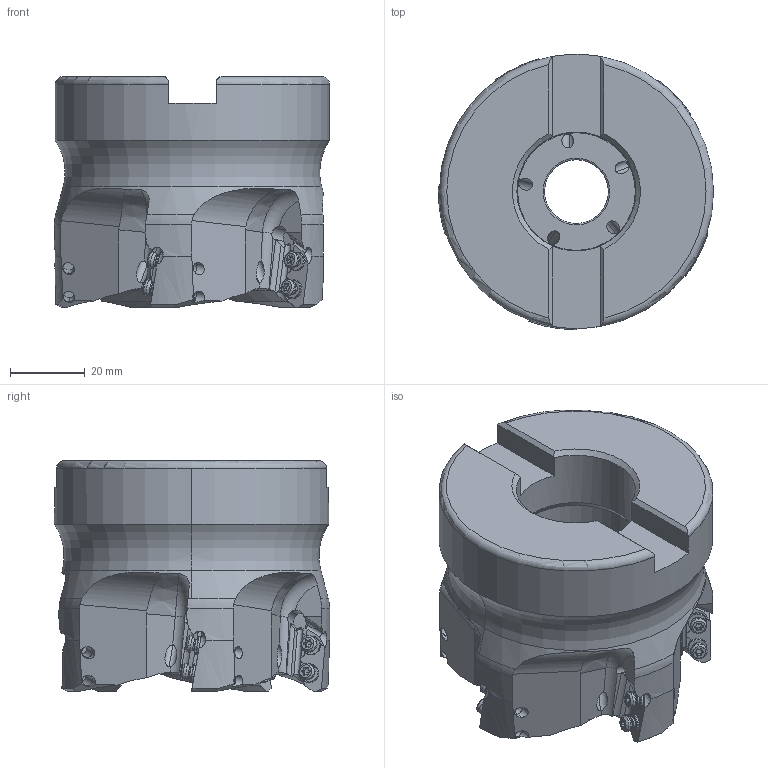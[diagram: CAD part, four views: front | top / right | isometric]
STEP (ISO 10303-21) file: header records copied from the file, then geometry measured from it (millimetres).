
FILE_DESCRIPTION(/* description */ (''),/* implementation_level */ '2;1');
FILE_NAME(/* name */ 'AXD4000UR0305DA.stp',/* time_stamp */ '2019-03-25T17:15:33+09:00',/* author */ (''),/* organization */ (''),/* preprocessor_version */ 'ST-DEVELOPER v16',/* originating_system */ 'SIEMENS PLM Software NX 10.0',/* authorisation */ '');
FILE_SCHEMA (('AUTOMOTIVE_DESIGN { 1 0 10303 214 3 1 1 1 }'));
Length unit declared in the file: millimetre
Products named in the file (1): AXD4000UR0305DA_ASM
Bounding box: 73.38 x 73.38 x 61.49 mm (x, y, z)
Volume: 166158.7 mm3; surface area: 29926.5 mm2
Topology: 11 solids, 11 shells, 697 faces, 2177 edges, 1488 vertices
Faces by surface type: cylinder 345, plane 160, cone 115, torus 57, sphere 20
Entity records: 30933 total; most frequent: CARTESIAN_POINT 11348, ORIENTED_EDGE 4314, DIRECTION 4006, EDGE_CURVE 2157, AXIS2_PLACEMENT_3D 1699, VERTEX_POINT 1488, CIRCLE 864, EDGE_LOOP 735
